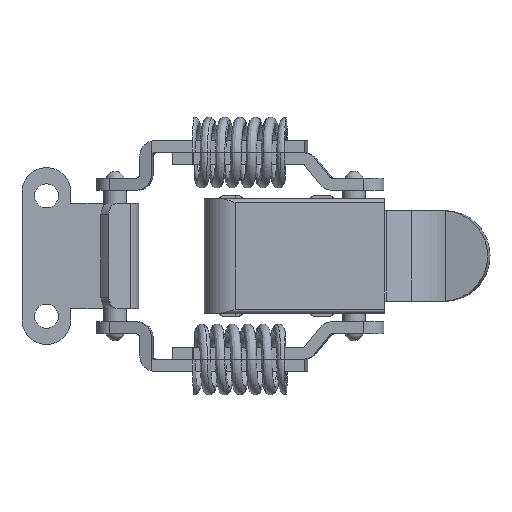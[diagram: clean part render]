
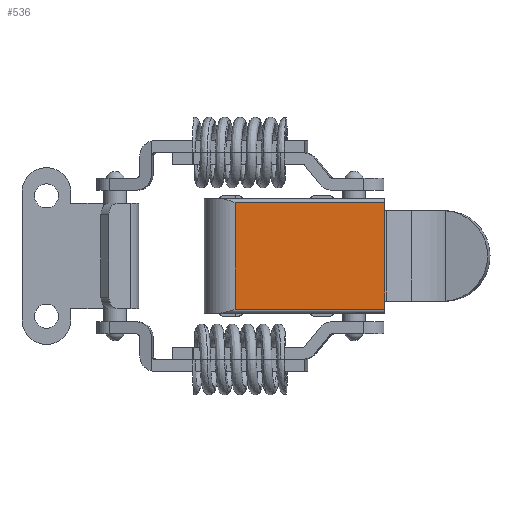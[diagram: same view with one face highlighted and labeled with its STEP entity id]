
A CAD part, top view. The second image highlights one B-rep face of the part: STEP entity #536.
In plain terms, the highlighted planar face has unit normal (0, 0, 1).
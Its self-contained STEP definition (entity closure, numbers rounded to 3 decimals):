
#536=ADVANCED_FACE('',(#3091),#3090,.T.);
#3090=PLANE('',#6344);
#3091=FACE_OUTER_BOUND('',#6345,.T.);
#6341=CARTESIAN_POINT('',(-17.79,-0.92,6.));
#6342=DIRECTION('',(0.,0.,1.));
#6343=DIRECTION('',(1.,0.,0.));
#6344=AXIS2_PLACEMENT_3D('',#6341,#6342,#6343);
#6345=EDGE_LOOP('',(#13822,#13823,#13824,#13825,#13826,#13827));
#13822=ORIENTED_EDGE('',*,*,#15118,.T.);
#13823=ORIENTED_EDGE('',*,*,#15136,.T.);
#13824=ORIENTED_EDGE('',*,*,#15137,.F.);
#13825=ORIENTED_EDGE('',*,*,#15138,.F.);
#13826=ORIENTED_EDGE('',*,*,#15088,.F.);
#13827=ORIENTED_EDGE('',*,*,#15101,.T.);
#15088=EDGE_CURVE('',#19339,#19346,#19347,.T.);
#15101=EDGE_CURVE('',#19339,#19427,#19434,.T.);
#15118=EDGE_CURVE('',#19427,#19534,#19541,.T.);
#15136=EDGE_CURVE('',#19534,#19658,#19659,.T.);
#15137=EDGE_CURVE('',#19665,#19658,#19666,.T.);
#15138=EDGE_CURVE('',#19346,#19665,#19672,.T.);
#19339=VERTEX_POINT('',#24117);
#19346=VERTEX_POINT('',#24121);
#19347=LINE('',#24122,#24123);
#19427=VERTEX_POINT('',#24169);
#19434=LINE('',#24174,#24175);
#19534=VERTEX_POINT('',#24233);
#19541=LINE('',#24238,#24239);
#19658=VERTEX_POINT('',#24305);
#19659=LINE('',#24306,#24307);
#19665=VERTEX_POINT('',#24309);
#19666=LINE('',#24310,#24311);
#19672=LINE('',#24313,#24314);
#24117=CARTESIAN_POINT('',(4.1,1.6,6.));
#24121=CARTESIAN_POINT('',(4.1,0.5,6.));
#24122=CARTESIAN_POINT('',(4.1,1.6,6.));
#24123=VECTOR('',#24124,1.1);
#24124=DIRECTION('',(0.,-1.,0.));
#24169=CARTESIAN_POINT('',(4.1,13.6,6.));
#24174=CARTESIAN_POINT('',(4.1,1.6,6.));
#24175=VECTOR('',#24176,12.);
#24176=DIRECTION('',(0.,1.,0.));
#24233=CARTESIAN_POINT('',(4.1,14.7,6.));
#24238=CARTESIAN_POINT('',(4.1,13.6,6.));
#24239=VECTOR('',#24240,1.1);
#24240=DIRECTION('',(0.,1.,0.));
#24305=CARTESIAN_POINT('',(-15.8,14.7,6.));
#24306=CARTESIAN_POINT('',(4.1,14.7,6.));
#24307=VECTOR('',#24308,19.9);
#24308=DIRECTION('',(-1.,0.,0.));
#24309=CARTESIAN_POINT('',(-15.8,0.5,6.));
#24310=CARTESIAN_POINT('',(-15.8,0.5,6.));
#24311=VECTOR('',#24312,14.2);
#24312=DIRECTION('',(0.,1.,0.));
#24313=CARTESIAN_POINT('',(4.1,0.5,6.));
#24314=VECTOR('',#24315,19.9);
#24315=DIRECTION('',(-1.,0.,0.));
